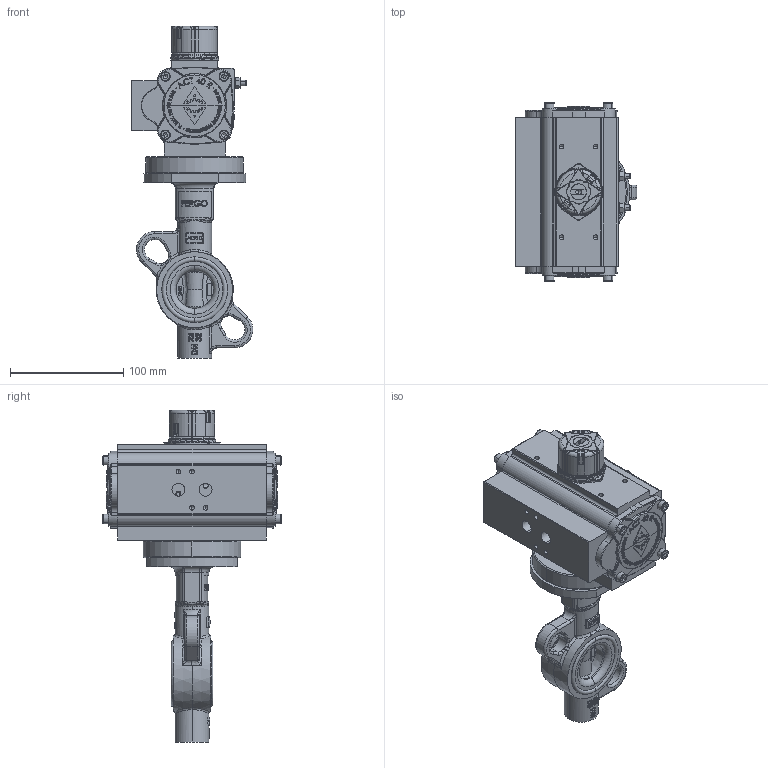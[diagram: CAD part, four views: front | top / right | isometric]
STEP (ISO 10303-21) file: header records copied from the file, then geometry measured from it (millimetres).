
FILE_DESCRIPTION (( 'STEP AP214' ), '1' );
FILE_NAME ('AK210G-Fergo-DN2532-Doppeltwirkend-DA.STEP', '2022-08-19T11:29:51', ( '' ), ( '' ), 'SwSTEP 2.0', 'SolidWorks 2022', '' );
FILE_SCHEMA (( 'AUTOMOTIVE_DESIGN' ));
Length unit declared in the file: millimetre
Products named in the file (4): AK210G-Fergo-DN2532-Doppeltwirkend-DA; Flanschadapter 15mm; 0040 ADA; AK210 DN32
Assembly tree (3 placements, depth 2):
  AK210G-Fergo-DN2532-Doppeltwirkend-DA
    AK210 DN32
    Flanschadapter 15mm
    0040 ADA
Bounding box: 107.33 x 157.9 x 293.04 mm (x, y, z)
Volume: 849649.9 mm3; surface area: 216223.8 mm2
Topology: 30 solids, 30 shells, 5604 faces, 15078 edges, 9662 vertices
Faces by surface type: plane 2915, cylinder 990, bspline 912, torus 281, cone 279, sphere 227
Entity records: 234069 total; most frequent: CARTESIAN_POINT 96925, ORIENTED_EDGE 29822, DIRECTION 27690, EDGE_CURVE 14911, AXIS2_PLACEMENT_3D 10821, VERTEX_POINT 9653, CIRCLE 6123, VECTOR 6048
